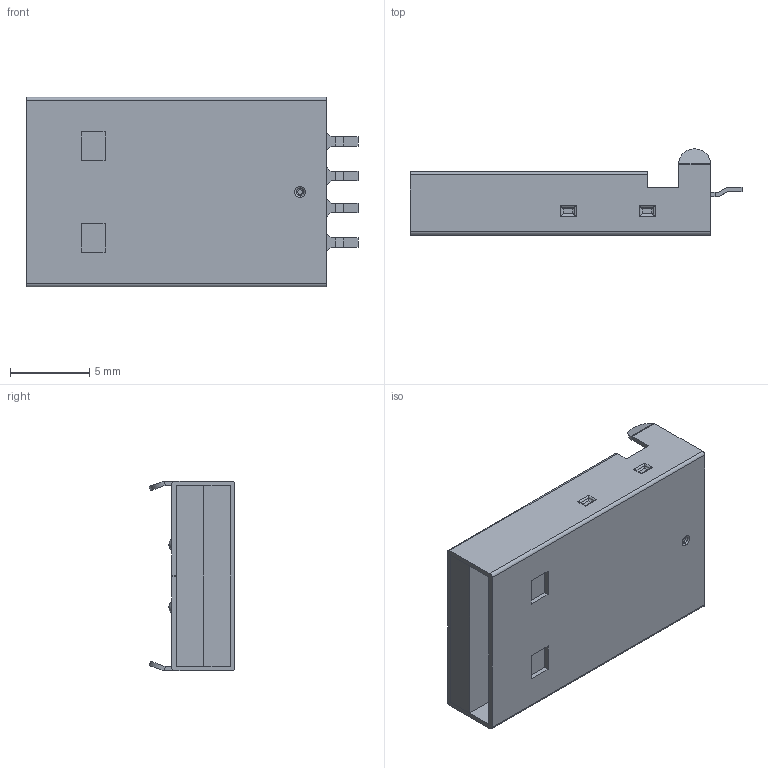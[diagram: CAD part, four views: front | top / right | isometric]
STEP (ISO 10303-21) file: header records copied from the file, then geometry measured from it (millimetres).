
FILE_DESCRIPTION (( 'STEP AP214' ), '1' );
FILE_NAME ('User Library-USB-6.STEP', '2019-10-15T13:57:07', ( '' ), ( '' ), 'SwSTEP 2.0', 'SolidWorks 2019', '' );
FILE_SCHEMA (( 'AUTOMOTIVE_DESIGN' ));
Length unit declared in the file: millimetre
Products named in the file (1): User Library-USB-6
Bounding box: 21 x 5.44 x 12 mm (x, y, z)
Volume: 631.8 mm3; surface area: 1770.9 mm2
Topology: 7 solids, 7 shells, 175 faces, 450 edges, 294 vertices
Faces by surface type: plane 123, cylinder 46, torus 4, sphere 2
Entity records: 5423 total; most frequent: CARTESIAN_POINT 1030, ORIENTED_EDGE 888, DIRECTION 794, EDGE_CURVE 444, VECTOR 366, LINE 366, VERTEX_POINT 290, AXIS2_PLACEMENT_3D 214
